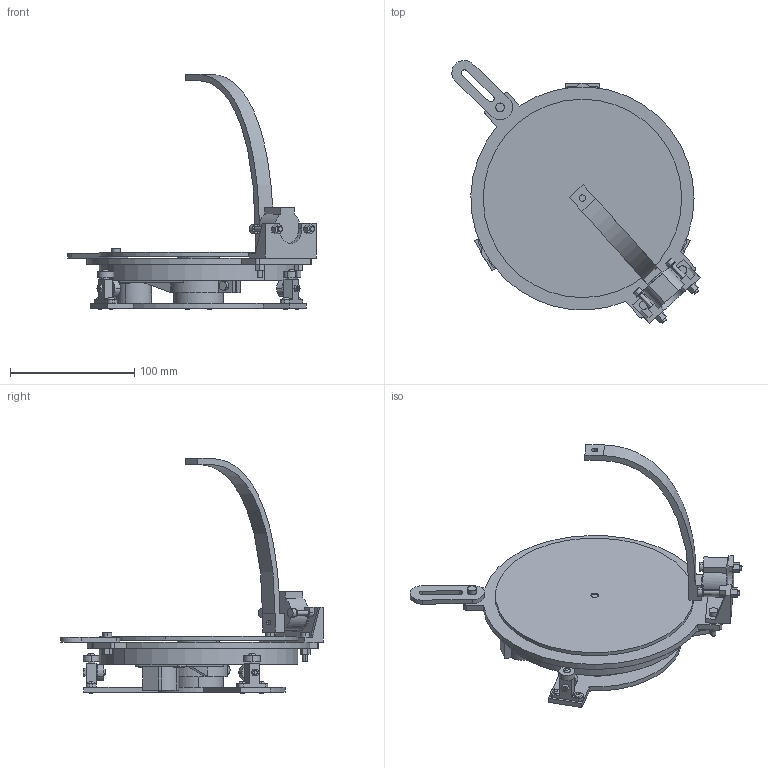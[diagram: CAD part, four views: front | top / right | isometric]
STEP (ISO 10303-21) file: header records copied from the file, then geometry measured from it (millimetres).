
FILE_DESCRIPTION (( 'STEP AP214' ), '1' );
FILE_NAME ('Montagem.STEP', '2022-07-25T17:57:59', ( '' ), ( '' ), 'SwSTEP 2.0', 'SolidWorks 2020', '' );
FILE_SCHEMA (( 'AUTOMOTIVE_DESIGN' ));
Length unit declared in the file: millimetre
Products named in the file (23): parafusoM3x8; contrapeso; Montagem_suporte_engext; pino_motor; suporte_motor_alt; porcaM3; porcaM4; mesa; arruelaM3; suporte_motor_az; eng_interna_v3; base; arco; parafusoM4x12; Montagem; rolamento_4mm; parafusoM4x30; parafusoM3x16; motorPasso; eng_externa; suporte_eng_externa; parafusoM4x20; espacador
Assembly tree (56 placements, depth 3):
  Montagem
    base
    Montagem_suporte_engext
      suporte_eng_externa
      porcaM3  x2
      rolamento_4mm  x2
      parafusoM3x8
      arruelaM3
      parafusoM3x16
    parafusoM3x16  x2
    rolamento_4mm  x4
    arruelaM3  x2
    parafusoM3x8  x8
    porcaM3  x4
    suporte_eng_externa  x2
    suporte_motor_az
    motorPasso  x2
    pino_motor  x2
    eng_interna_v3
    eng_externa
    suporte_motor_alt
    arco
    parafusoM4x20  x3
    porcaM4  x6
    parafusoM4x30  x2
    contrapeso
    parafusoM4x12
    espacador
    mesa
Bounding box: 200.09 x 211.88 x 189.5 mm (x, y, z)
Volume: 333257 mm3; surface area: 176667.2 mm2
Topology: 55 solids, 55 shells, 1053 faces, 2723 edges, 1812 vertices
Faces by surface type: cylinder 572, plane 453, torus 26, bspline 2
Entity records: 24790 total; most frequent: DIRECTION 4592, CARTESIAN_POINT 4144, ORIENTED_EDGE 3940, EDGE_CURVE 1970, AXIS2_PLACEMENT_3D 1854, VERTEX_POINT 1310, CIRCLE 1080, VECTOR 884
